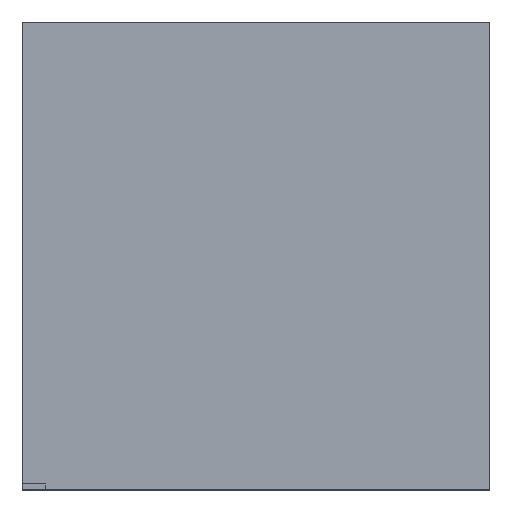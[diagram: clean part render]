
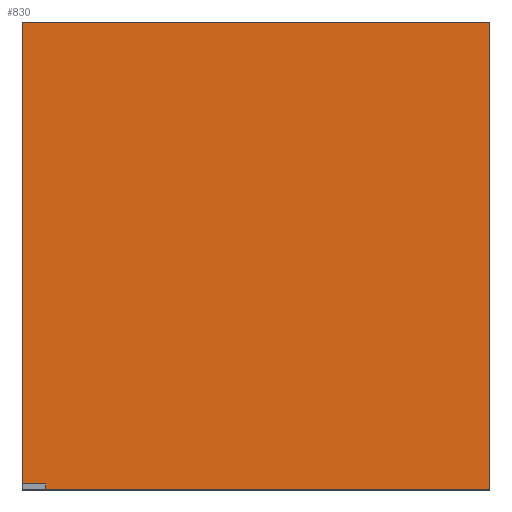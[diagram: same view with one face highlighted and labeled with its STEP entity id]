
A CAD part, top view. The second image highlights one B-rep face of the part: STEP entity #830.
In plain terms, the highlighted planar face has unit normal (0, 0, 1).
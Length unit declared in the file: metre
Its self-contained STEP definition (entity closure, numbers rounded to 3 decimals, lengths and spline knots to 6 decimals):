
#40=ORIENTED_EDGE('',*,*,#246,.F.);
#41=ORIENTED_EDGE('',*,*,#250,.T.);
#42=ORIENTED_EDGE('',*,*,#253,.T.);
#43=ORIENTED_EDGE('',*,*,#256,.T.);
#44=ORIENTED_EDGE('',*,*,#259,.F.);
#45=ORIENTED_EDGE('',*,*,#261,.F.);
#246=EDGE_CURVE('',#360,#361,#436,.T.);
#250=EDGE_CURVE('',#360,#363,#440,.T.);
#253=EDGE_CURVE('',#363,#365,#443,.T.);
#256=EDGE_CURVE('',#365,#367,#446,.T.);
#259=EDGE_CURVE('',#369,#367,#449,.T.);
#261=EDGE_CURVE('',#361,#369,#451,.T.);
#360=VERTEX_POINT('',#1191);
#361=VERTEX_POINT('',#1193);
#363=VERTEX_POINT('',#1199);
#365=VERTEX_POINT('',#1205);
#367=VERTEX_POINT('',#1211);
#369=VERTEX_POINT('',#1217);
#436=LINE('',#1192,#550);
#440=LINE('',#1200,#554);
#443=LINE('',#1206,#557);
#446=LINE('',#1212,#560);
#449=LINE('',#1218,#563);
#451=LINE('',#1221,#565);
#550=VECTOR('',#971,1.);
#554=VECTOR('',#977,1.);
#557=VECTOR('',#982,1.);
#560=VECTOR('',#987,1.);
#563=VECTOR('',#992,1.);
#565=VECTOR('',#996,1.);
#668=EDGE_LOOP('',(#40,#41,#42,#43,#44,#45));
#724=FACE_BOUND('',#668,.T.);
#780=PLANE('',#919);
#830=ADVANCED_FACE('',(#724),#780,.T.);
#919=AXIS2_PLACEMENT_3D('',#1222,#997,#998);
#971=DIRECTION('',(0.,-1.,0.));
#977=DIRECTION('',(-1.,0.,0.));
#982=DIRECTION('',(0.,-1.,0.));
#987=DIRECTION('',(1.,0.,0.));
#992=DIRECTION('',(0.,1.,0.));
#996=DIRECTION('',(-1.,0.,0.));
#997=DIRECTION('',(0.,0.,1.));
#998=DIRECTION('',(1.,0.,0.));
#1191=CARTESIAN_POINT('',(0.001,0.001,0.0007));
#1192=CARTESIAN_POINT('',(0.001,0.,0.0007));
#1193=CARTESIAN_POINT('',(0.001,-0.001,0.0007));
#1199=CARTESIAN_POINT('',(-0.001,0.001,0.0007));
#1200=CARTESIAN_POINT('',(0.,0.001,0.0007));
#1205=CARTESIAN_POINT('',(-0.001,-0.000975,0.0007));
#1206=CARTESIAN_POINT('',(-0.001,0.000013,0.0007));
#1211=CARTESIAN_POINT('',(-0.0009,-0.000975,0.0007));
#1212=CARTESIAN_POINT('',(-0.00095,-0.000975,0.0007));
#1217=CARTESIAN_POINT('',(-0.0009,-0.001,0.0007));
#1218=CARTESIAN_POINT('',(-0.0009,-0.000988,0.0007));
#1221=CARTESIAN_POINT('',(0.00005,-0.001,0.0007));
#1222=CARTESIAN_POINT('',(0.,0.,0.0007));
